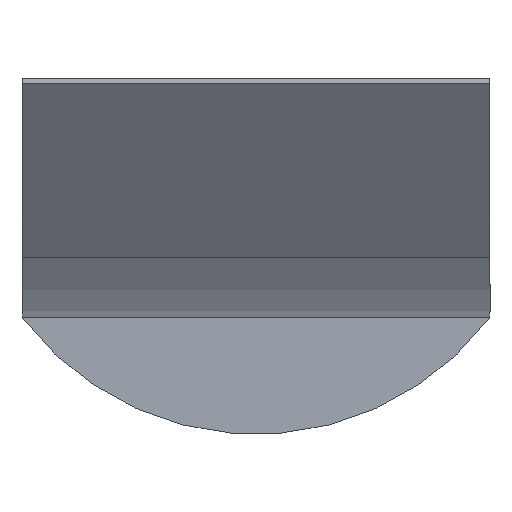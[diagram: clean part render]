
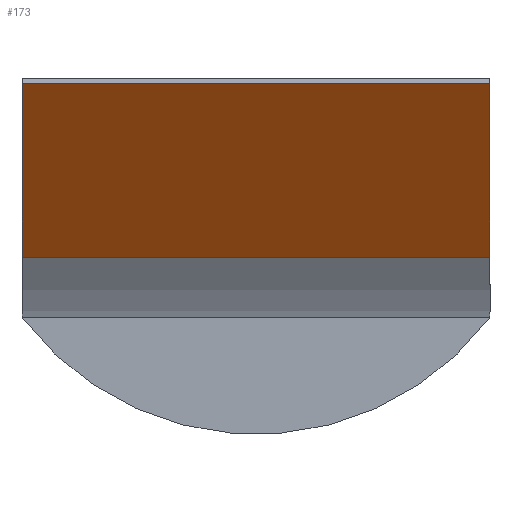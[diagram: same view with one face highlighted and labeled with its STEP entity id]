
A CAD part, left-side view. The second image highlights one B-rep face of the part: STEP entity #173.
In plain terms, the highlighted planar face has unit normal (-0.316, 0, -0.949).
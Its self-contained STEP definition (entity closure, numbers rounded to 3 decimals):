
#23 = DIRECTION ( 'NONE',  ( -0.949, 0., 0.316 ) ) ;
#69 = ORIENTED_EDGE ( 'NONE', *, *, #410, .F. ) ;
#113 = VECTOR ( 'NONE', #429, 1000. ) ;
#116 = LINE ( 'NONE', #184, #113 ) ;
#123 = LINE ( 'NONE', #446, #399 ) ;
#125 = LINE ( 'NONE', #440, #344 ) ;
#147 = LINE ( 'NONE', #361, #331 ) ;
#158 = CARTESIAN_POINT ( 'NONE',  ( 22.302, -60., 2.566 ) ) ;
#173 = ADVANCED_FACE ( 'NONE', ( #227 ), #368, .T. ) ;
#184 = CARTESIAN_POINT ( 'NONE',  ( 0., -50., 10. ) ) ;
#227 = FACE_OUTER_BOUND ( 'NONE', #384, .T. ) ;
#255 = EDGE_CURVE ( 'NONE', #380, #447, #116, .T. ) ;
#258 = DIRECTION ( 'NONE',  ( 0., -1., 0. ) ) ;
#261 = DIRECTION ( 'NONE',  ( -0.316, 0., -0.949 ) ) ;
#263 = CARTESIAN_POINT ( 'NONE',  ( 22.302, -60., 2.566 ) ) ;
#265 = CARTESIAN_POINT ( 'NONE',  ( 0., -60., 10. ) ) ;
#266 = AXIS2_PLACEMENT_3D ( 'NONE', #158, #261, #299 ) ;
#273 = EDGE_CURVE ( 'NONE', #414, #441, #147, .T. ) ;
#282 = ORIENTED_EDGE ( 'NONE', *, *, #255, .F. ) ;
#299 = DIRECTION ( 'NONE',  ( -0.949, 0., 0.316 ) ) ;
#312 = ORIENTED_EDGE ( 'NONE', *, *, #437, .F. ) ;
#313 = DIRECTION ( 'NONE',  ( 0.949, 0., -0.316 ) ) ;
#331 = VECTOR ( 'NONE', #258, 1000. ) ;
#341 = ORIENTED_EDGE ( 'NONE', *, *, #273, .T. ) ;
#342 = CARTESIAN_POINT ( 'NONE',  ( 0., -40., 10. ) ) ;
#344 = VECTOR ( 'NONE', #313, 1000. ) ;
#361 = CARTESIAN_POINT ( 'NONE',  ( 22.302, -50., 2.566 ) ) ;
#368 = PLANE ( 'NONE',  #266 ) ;
#380 = VERTEX_POINT ( 'NONE', #342 ) ;
#384 = EDGE_LOOP ( 'NONE', ( #312, #341, #69, #282 ) ) ;
#399 = VECTOR ( 'NONE', #23, 1000. ) ;
#410 = EDGE_CURVE ( 'NONE', #447, #441, #125, .T. ) ;
#411 = CARTESIAN_POINT ( 'NONE',  ( 22.302, -40., 2.566 ) ) ;
#414 = VERTEX_POINT ( 'NONE', #411 ) ;
#429 = DIRECTION ( 'NONE',  ( 0., -1., 0. ) ) ;
#437 = EDGE_CURVE ( 'NONE', #414, #380, #123, .T. ) ;
#440 = CARTESIAN_POINT ( 'NONE',  ( 0., -60., 10. ) ) ;
#441 = VERTEX_POINT ( 'NONE', #263 ) ;
#446 = CARTESIAN_POINT ( 'NONE',  ( 22.302, -40., 2.566 ) ) ;
#447 = VERTEX_POINT ( 'NONE', #265 ) ;
